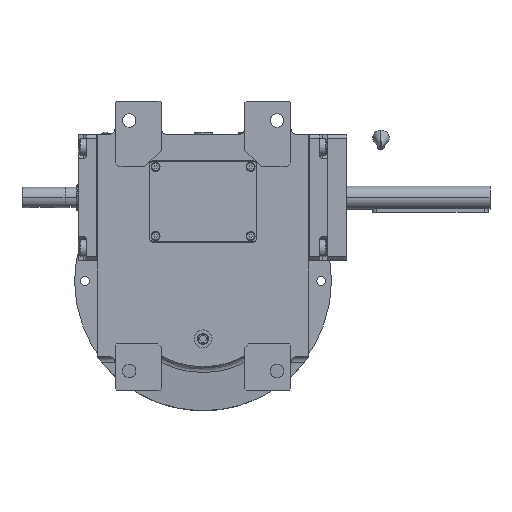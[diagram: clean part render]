
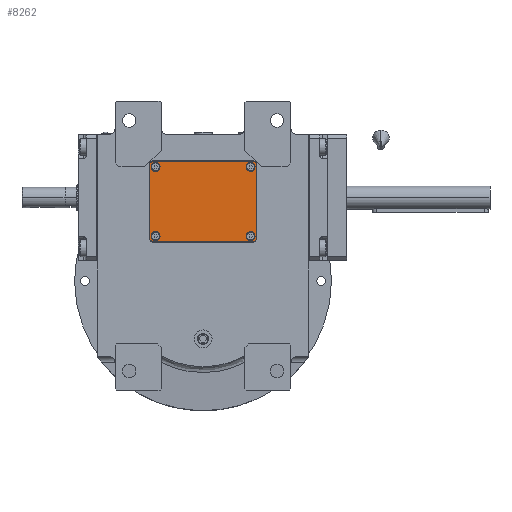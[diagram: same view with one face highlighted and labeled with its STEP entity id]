
A CAD part, front view. The second image highlights one B-rep face of the part: STEP entity #8262.
In plain terms, the highlighted face is planar.
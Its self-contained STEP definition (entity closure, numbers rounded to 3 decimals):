
#325 = FACE_BOUND ( 'NONE', #24599, .T. ) ;
#339 = CARTESIAN_POINT ( 'NONE',  ( -41.5, 29.5, 3. ) ) ;
#870 = CARTESIAN_POINT ( 'NONE',  ( -37., -27., 3. ) ) ;
#1312 = CARTESIAN_POINT ( 'NONE',  ( -39.5, 31.5, 3. ) ) ;
#1381 = FACE_OUTER_BOUND ( 'NONE', #38263, .T. ) ;
#2188 = VERTEX_POINT ( 'NONE', #47684 ) ;
#2367 = ORIENTED_EDGE ( 'NONE', *, *, #35048, .F. ) ;
#3119 = ORIENTED_EDGE ( 'NONE', *, *, #12645, .T. ) ;
#3205 = VECTOR ( 'NONE', #19840, 1000. ) ;
#3240 = AXIS2_PLACEMENT_3D ( 'NONE', #26272, #21434, #16595 ) ;
#3263 = CIRCLE ( 'NONE', #24761, 3.5 ) ;
#3949 = EDGE_CURVE ( 'NONE', #34164, #23484, #25033, .T. ) ;
#4499 = VERTEX_POINT ( 'NONE', #42939 ) ;
#4890 = CARTESIAN_POINT ( 'NONE',  ( 33.5, 27., 3. ) ) ;
#5034 = CARTESIAN_POINT ( 'NONE',  ( -33.5, -27., 3. ) ) ;
#5242 = DIRECTION ( 'NONE',  ( 0., 0., 1. ) ) ;
#5503 = CARTESIAN_POINT ( 'NONE',  ( -41.5, 29.5, 3. ) ) ;
#5772 = DIRECTION ( 'NONE',  ( 0., 0., 1. ) ) ;
#5789 = LINE ( 'NONE', #339, #3205 ) ;
#5926 = CARTESIAN_POINT ( 'NONE',  ( -37., 27., 3. ) ) ;
#6195 = CIRCLE ( 'NONE', #43014, 3.5 ) ;
#7018 = CIRCLE ( 'NONE', #13143, 3.5 ) ;
#7969 = AXIS2_PLACEMENT_3D ( 'NONE', #19104, #48888, #53058 ) ;
#8262 = ADVANCED_FACE ( 'NONE', ( #1381, #325, #19827, #45789, #59859 ), #49288, .T. ) ;
#8546 = LINE ( 'NONE', #38958, #11803 ) ;
#10579 = EDGE_CURVE ( 'NONE', #13936, #52395, #44717, .T. ) ;
#10732 = AXIS2_PLACEMENT_3D ( 'NONE', #34901, #5772, #30715 ) ;
#11803 = VECTOR ( 'NONE', #57841, 1000. ) ;
#12645 = EDGE_CURVE ( 'NONE', #23484, #22541, #29928, .T. ) ;
#13081 = CIRCLE ( 'NONE', #7969, 3.5 ) ;
#13143 = AXIS2_PLACEMENT_3D ( 'NONE', #60583, #36280, #56108 ) ;
#13936 = VERTEX_POINT ( 'NONE', #21284 ) ;
#15155 = EDGE_CURVE ( 'NONE', #4499, #2188, #7018, .T. ) ;
#15175 = EDGE_CURVE ( 'NONE', #57195, #21350, #52563, .T. ) ;
#16595 = DIRECTION ( 'NONE',  ( -1., 0., 0. ) ) ;
#16652 = VECTOR ( 'NONE', #21610, 1000. ) ;
#16789 = CARTESIAN_POINT ( 'NONE',  ( -41.5, -29.5, 3. ) ) ;
#18204 = VERTEX_POINT ( 'NONE', #4890 ) ;
#19104 = CARTESIAN_POINT ( 'NONE',  ( 37., 27., 3. ) ) ;
#19456 = EDGE_CURVE ( 'NONE', #52395, #34164, #8546, .T. ) ;
#19827 = FACE_BOUND ( 'NONE', #59356, .T. ) ;
#19840 = DIRECTION ( 'NONE',  ( 0., -1., 0. ) ) ;
#19859 = CARTESIAN_POINT ( 'NONE',  ( 39.5, -31.5, 3. ) ) ;
#20384 = DIRECTION ( 'NONE',  ( 0., 0., 1. ) ) ;
#21284 = CARTESIAN_POINT ( 'NONE',  ( -41.5, -29.5, 3. ) ) ;
#21350 = VERTEX_POINT ( 'NONE', #5503 ) ;
#21434 = DIRECTION ( 'NONE',  ( 0., 0., 1. ) ) ;
#21610 = DIRECTION ( 'NONE',  ( 0.707, -0.707, 0. ) ) ;
#22229 = ORIENTED_EDGE ( 'NONE', *, *, #36462, .T. ) ;
#22541 = VERTEX_POINT ( 'NONE', #23364 ) ;
#23353 = ORIENTED_EDGE ( 'NONE', *, *, #37151, .T. ) ;
#23364 = CARTESIAN_POINT ( 'NONE',  ( 41.5, 29.5, 3. ) ) ;
#23409 = ORIENTED_EDGE ( 'NONE', *, *, #60878, .F. ) ;
#23484 = VERTEX_POINT ( 'NONE', #46436 ) ;
#24154 = VECTOR ( 'NONE', #38304, 1000. ) ;
#24420 = ORIENTED_EDGE ( 'NONE', *, *, #51044, .F. ) ;
#24599 = EDGE_LOOP ( 'NONE', ( #24420, #44466 ) ) ;
#24761 = AXIS2_PLACEMENT_3D ( 'NONE', #49096, #5242, #62895 ) ;
#25033 = LINE ( 'NONE', #19859, #31767 ) ;
#25125 = DIRECTION ( 'NONE',  ( 0., 0., 1. ) ) ;
#25539 = CARTESIAN_POINT ( 'NONE',  ( -39.5, -31.5, 3. ) ) ;
#26191 = AXIS2_PLACEMENT_3D ( 'NONE', #55160, #25125, #60279 ) ;
#26272 = CARTESIAN_POINT ( 'NONE',  ( -37., 27., 3. ) ) ;
#27962 = LINE ( 'NONE', #62508, #62592 ) ;
#28003 = EDGE_CURVE ( 'NONE', #41610, #45931, #62568, .T. ) ;
#28134 = CARTESIAN_POINT ( 'NONE',  ( 37., -27., 3. ) ) ;
#29107 = EDGE_CURVE ( 'NONE', #21350, #13936, #5789, .T. ) ;
#29210 = ORIENTED_EDGE ( 'NONE', *, *, #15155, .F. ) ;
#29761 = AXIS2_PLACEMENT_3D ( 'NONE', #5926, #54558, #31185 ) ;
#29928 = LINE ( 'NONE', #53628, #24154 ) ;
#30715 = DIRECTION ( 'NONE',  ( 1., 0., 0. ) ) ;
#31078 = ORIENTED_EDGE ( 'NONE', *, *, #15175, .T. ) ;
#31185 = DIRECTION ( 'NONE',  ( 1., 0., 0. ) ) ;
#31276 = CIRCLE ( 'NONE', #26191, 3.5 ) ;
#31767 = VECTOR ( 'NONE', #35571, 1000. ) ;
#32744 = DIRECTION ( 'NONE',  ( -0.707, -0.707, 0. ) ) ;
#33015 = DIRECTION ( 'NONE',  ( -1., 0., 0. ) ) ;
#33870 = DIRECTION ( 'NONE',  ( 1., 0., 0. ) ) ;
#34164 = VERTEX_POINT ( 'NONE', #39430 ) ;
#34852 = CIRCLE ( 'NONE', #29761, 3.5 ) ;
#34901 = CARTESIAN_POINT ( 'NONE',  ( 0., 0., 3. ) ) ;
#35048 = EDGE_CURVE ( 'NONE', #51172, #45035, #3263, .T. ) ;
#35077 = ORIENTED_EDGE ( 'NONE', *, *, #10579, .T. ) ;
#35571 = DIRECTION ( 'NONE',  ( 0.707, 0.707, 0. ) ) ;
#36270 = VERTEX_POINT ( 'NONE', #47944 ) ;
#36280 = DIRECTION ( 'NONE',  ( 0., 0., 1. ) ) ;
#36456 = LINE ( 'NONE', #51156, #56439 ) ;
#36462 = EDGE_CURVE ( 'NONE', #54228, #57195, #27962, .T. ) ;
#36473 = CARTESIAN_POINT ( 'NONE',  ( 39.5, 31.5, 3. ) ) ;
#37151 = EDGE_CURVE ( 'NONE', #22541, #54228, #36456, .T. ) ;
#38194 = CARTESIAN_POINT ( 'NONE',  ( -40.5, 27., 3. ) ) ;
#38263 = EDGE_LOOP ( 'NONE', ( #3119, #23353, #22229, #31078, #61561, #35077, #56310, #54800 ) ) ;
#38304 = DIRECTION ( 'NONE',  ( 0., 1., 0. ) ) ;
#38958 = CARTESIAN_POINT ( 'NONE',  ( -39.5, -31.5, 3. ) ) ;
#39430 = CARTESIAN_POINT ( 'NONE',  ( 39.5, -31.5, 3. ) ) ;
#41610 = VERTEX_POINT ( 'NONE', #38194 ) ;
#41891 = CIRCLE ( 'NONE', #45966, 3.5 ) ;
#42533 = DIRECTION ( 'NONE',  ( -0.707, 0.707, 0. ) ) ;
#42939 = CARTESIAN_POINT ( 'NONE',  ( 33.5, -27., 3. ) ) ;
#43014 = AXIS2_PLACEMENT_3D ( 'NONE', #870, #20384, #33015 ) ;
#44466 = ORIENTED_EDGE ( 'NONE', *, *, #47825, .F. ) ;
#44717 = LINE ( 'NONE', #16789, #16652 ) ;
#45035 = VERTEX_POINT ( 'NONE', #58748 ) ;
#45789 = FACE_BOUND ( 'NONE', #47219, .T. ) ;
#45931 = VERTEX_POINT ( 'NONE', #63262 ) ;
#45966 = AXIS2_PLACEMENT_3D ( 'NONE', #28134, #63004, #33870 ) ;
#46436 = CARTESIAN_POINT ( 'NONE',  ( 41.5, -29.5, 3. ) ) ;
#46771 = EDGE_LOOP ( 'NONE', ( #2367, #23409 ) ) ;
#47154 = DIRECTION ( 'NONE',  ( -1., 0., 0. ) ) ;
#47219 = EDGE_LOOP ( 'NONE', ( #60012, #29210 ) ) ;
#47684 = CARTESIAN_POINT ( 'NONE',  ( 40.5, -27., 3. ) ) ;
#47825 = EDGE_CURVE ( 'NONE', #18204, #36270, #31276, .T. ) ;
#47944 = CARTESIAN_POINT ( 'NONE',  ( 40.5, 27., 3. ) ) ;
#48888 = DIRECTION ( 'NONE',  ( 0., 0., 1. ) ) ;
#49096 = CARTESIAN_POINT ( 'NONE',  ( -37., -27., 3. ) ) ;
#49288 = PLANE ( 'NONE',  #10732 ) ;
#49983 = VECTOR ( 'NONE', #32744, 1000. ) ;
#51044 = EDGE_CURVE ( 'NONE', #36270, #18204, #13081, .T. ) ;
#51156 = CARTESIAN_POINT ( 'NONE',  ( 41.5, 29.5, 3. ) ) ;
#51172 = VERTEX_POINT ( 'NONE', #5034 ) ;
#52395 = VERTEX_POINT ( 'NONE', #25539 ) ;
#52563 = LINE ( 'NONE', #61860, #49983 ) ;
#53058 = DIRECTION ( 'NONE',  ( 1., 0., 0. ) ) ;
#53628 = CARTESIAN_POINT ( 'NONE',  ( 41.5, -29.5, 3. ) ) ;
#54228 = VERTEX_POINT ( 'NONE', #36473 ) ;
#54532 = ORIENTED_EDGE ( 'NONE', *, *, #28003, .F. ) ;
#54558 = DIRECTION ( 'NONE',  ( 0., 0., 1. ) ) ;
#54800 = ORIENTED_EDGE ( 'NONE', *, *, #3949, .T. ) ;
#55160 = CARTESIAN_POINT ( 'NONE',  ( 37., 27., 3. ) ) ;
#56108 = DIRECTION ( 'NONE',  ( -1., 0., 0. ) ) ;
#56310 = ORIENTED_EDGE ( 'NONE', *, *, #19456, .T. ) ;
#56439 = VECTOR ( 'NONE', #42533, 1000. ) ;
#57195 = VERTEX_POINT ( 'NONE', #1312 ) ;
#57287 = ORIENTED_EDGE ( 'NONE', *, *, #61368, .F. ) ;
#57841 = DIRECTION ( 'NONE',  ( 1., 0., 0. ) ) ;
#58748 = CARTESIAN_POINT ( 'NONE',  ( -40.5, -27., 3. ) ) ;
#59356 = EDGE_LOOP ( 'NONE', ( #57287, #54532 ) ) ;
#59859 = FACE_BOUND ( 'NONE', #46771, .T. ) ;
#60012 = ORIENTED_EDGE ( 'NONE', *, *, #60223, .F. ) ;
#60223 = EDGE_CURVE ( 'NONE', #2188, #4499, #41891, .T. ) ;
#60279 = DIRECTION ( 'NONE',  ( -1., 0., 0. ) ) ;
#60583 = CARTESIAN_POINT ( 'NONE',  ( 37., -27., 3. ) ) ;
#60878 = EDGE_CURVE ( 'NONE', #45035, #51172, #6195, .T. ) ;
#61368 = EDGE_CURVE ( 'NONE', #45931, #41610, #34852, .T. ) ;
#61561 = ORIENTED_EDGE ( 'NONE', *, *, #29107, .T. ) ;
#61860 = CARTESIAN_POINT ( 'NONE',  ( -39.5, 31.5, 3. ) ) ;
#62508 = CARTESIAN_POINT ( 'NONE',  ( 39.5, 31.5, 3. ) ) ;
#62568 = CIRCLE ( 'NONE', #3240, 3.5 ) ;
#62592 = VECTOR ( 'NONE', #47154, 1000. ) ;
#62895 = DIRECTION ( 'NONE',  ( 1., 0., 0. ) ) ;
#63004 = DIRECTION ( 'NONE',  ( 0., 0., 1. ) ) ;
#63262 = CARTESIAN_POINT ( 'NONE',  ( -33.5, 27., 3. ) ) ;
